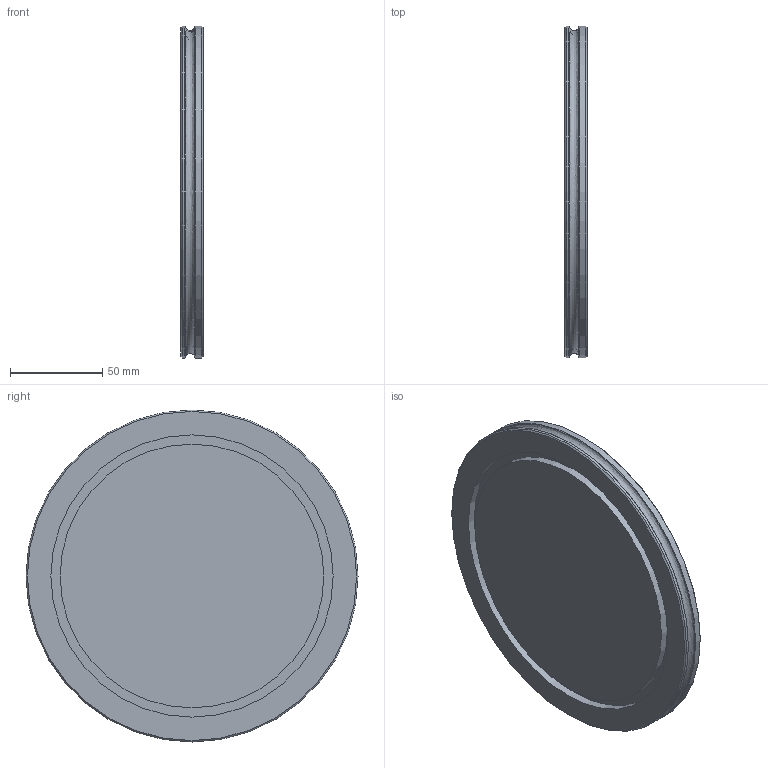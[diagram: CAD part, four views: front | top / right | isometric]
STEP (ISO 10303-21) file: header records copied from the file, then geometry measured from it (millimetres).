
FILE_DESCRIPTION (( 'STEP AP214' ), '1' );
FILE_NAME ('BP1ISOK160 FULLVAC.STEP', '2019-10-24T09:08:57', ( '' ), ( '' ), 'SwSTEP 2.0', 'SolidWorks 2017', '' );
FILE_SCHEMA (( 'AUTOMOTIVE_DESIGN' ));
Length unit declared in the file: millimetre
Products named in the file (1): BP1ISOK160 FULLVAC
Bounding box: 12 x 180 x 180 mm (x, y, z)
Volume: 282236.3 mm3; surface area: 64827.7 mm2
Topology: 1 solids, 1 shells, 17 faces, 31 edges, 20 vertices
Faces by surface type: plane 6, cylinder 6, cone 4, bspline 1
Full cylindrical faces by diameter (mm): 143 x1, 153 x1, 162.3 x1, 175 x1, 180 x2
Entity records: 391 total; most frequent: CARTESIAN_POINT 77, DIRECTION 66, AXIS2_PLACEMENT_3D 33, ORIENTED_EDGE 32, EDGE_LOOP 32, FACE_OUTER_BOUND 24, ADVANCED_FACE 17, CIRCLE 16
